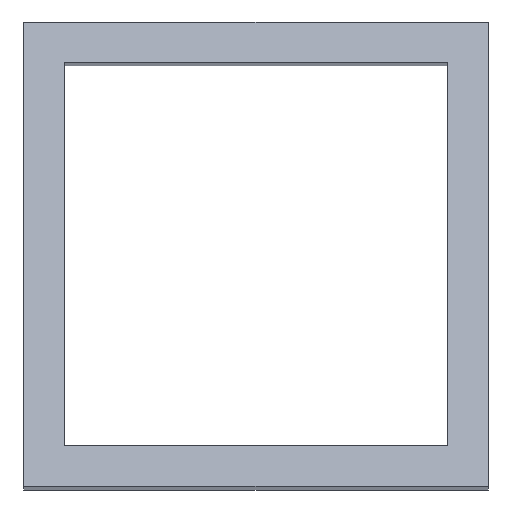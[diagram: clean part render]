
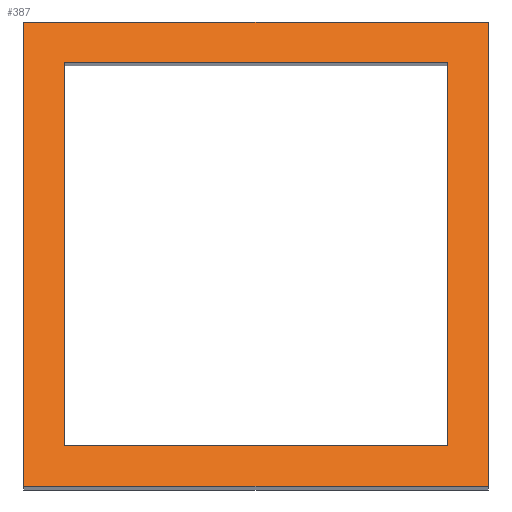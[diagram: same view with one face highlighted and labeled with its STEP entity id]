
A CAD part, top view. The second image highlights one B-rep face of the part: STEP entity #387.
In plain terms, the highlighted planar face has unit normal (0, 0.671, 0.742).
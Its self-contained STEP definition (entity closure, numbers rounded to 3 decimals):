
#43 = PLANE('',#44);
#44 = AXIS2_PLACEMENT_3D('',#45,#46,#47);
#45 = CARTESIAN_POINT('',(-15.875,15.875,0.));
#46 = DIRECTION('',(0.,1.,0.));
#47 = DIRECTION('',(1.,0.,0.));
#68 = VERTEX_POINT('',#69);
#69 = CARTESIAN_POINT('',(-15.875,15.875,123.7));
#83 = PLANE('',#84);
#84 = AXIS2_PLACEMENT_3D('',#85,#86,#87);
#85 = CARTESIAN_POINT('',(-15.875,-15.875,0.));
#86 = DIRECTION('',(-1.,0.,0.));
#87 = DIRECTION('',(0.,1.,0.));
#95 = EDGE_CURVE('',#96,#68,#98,.T.);
#96 = VERTEX_POINT('',#97);
#97 = CARTESIAN_POINT('',(15.875,15.875,123.7));
#98 = SURFACE_CURVE('',#99,(#103,#110),.PCURVE_S1.);
#99 = LINE('',#100,#101);
#100 = CARTESIAN_POINT('',(15.875,15.875,123.7));
#101 = VECTOR('',#102,1.);
#102 = DIRECTION('',(-1.,-0.,-0.));
#103 = PCURVE('',#43,#104);
#104 = DEFINITIONAL_REPRESENTATION('',(#105),#109);
#105 = LINE('',#106,#107);
#106 = CARTESIAN_POINT('',(31.75,-123.7));
#107 = VECTOR('',#108,1.);
#108 = DIRECTION('',(-1.,0.));
#109 = ( GEOMETRIC_REPRESENTATION_CONTEXT(2) 
PARAMETRIC_REPRESENTATION_CONTEXT() REPRESENTATION_CONTEXT('2D SPACE',''
  ) );
#110 = PCURVE('',#111,#116);
#111 = PLANE('',#112);
#112 = AXIS2_PLACEMENT_3D('',#113,#114,#115);
#113 = CARTESIAN_POINT('',(15.875,15.875,123.7));
#114 = DIRECTION('',(-0.,0.671,0.742));
#115 = DIRECTION('',(0.,-0.742,0.671));
#116 = DEFINITIONAL_REPRESENTATION('',(#117),#121);
#117 = LINE('',#118,#119);
#118 = CARTESIAN_POINT('',(0.,0.));
#119 = VECTOR('',#120,1.);
#120 = DIRECTION('',(0.,-1.));
#121 = ( GEOMETRIC_REPRESENTATION_CONTEXT(2) 
PARAMETRIC_REPRESENTATION_CONTEXT() REPRESENTATION_CONTEXT('2D SPACE',''
  ) );
#137 = PLANE('',#138);
#138 = AXIS2_PLACEMENT_3D('',#139,#140,#141);
#139 = CARTESIAN_POINT('',(15.875,15.875,0.));
#140 = DIRECTION('',(1.,0.,0.));
#141 = DIRECTION('',(0.,-1.,0.));
#192 = PLANE('',#193);
#193 = AXIS2_PLACEMENT_3D('',#194,#195,#196);
#194 = CARTESIAN_POINT('',(15.875,-15.875,0.));
#195 = DIRECTION('',(0.,-1.,0.));
#196 = DIRECTION('',(-1.,0.,0.));
#245 = PLANE('',#246);
#246 = AXIS2_PLACEMENT_3D('',#247,#248,#249);
#247 = CARTESIAN_POINT('',(-13.106,13.106,0.));
#248 = DIRECTION('',(0.,1.,0.));
#249 = DIRECTION('',(1.,0.,0.));
#273 = PLANE('',#274);
#274 = AXIS2_PLACEMENT_3D('',#275,#276,#277);
#275 = CARTESIAN_POINT('',(13.106,13.106,0.));
#276 = DIRECTION('',(1.,0.,0.));
#277 = DIRECTION('',(0.,-1.,0.));
#301 = PLANE('',#302);
#302 = AXIS2_PLACEMENT_3D('',#303,#304,#305);
#303 = CARTESIAN_POINT('',(13.106,-13.106,0.));
#304 = DIRECTION('',(0.,-1.,0.));
#305 = DIRECTION('',(-1.,0.,0.));
#327 = PLANE('',#328);
#328 = AXIS2_PLACEMENT_3D('',#329,#330,#331);
#329 = CARTESIAN_POINT('',(-13.106,-13.106,0.));
#330 = DIRECTION('',(-1.,0.,0.));
#331 = DIRECTION('',(0.,1.,0.));
#344 = EDGE_CURVE('',#96,#345,#347,.T.);
#345 = VERTEX_POINT('',#346);
#346 = CARTESIAN_POINT('',(15.875,-15.875,152.4));
#347 = SURFACE_CURVE('',#348,(#352,#359),.PCURVE_S1.);
#348 = LINE('',#349,#350);
#349 = CARTESIAN_POINT('',(15.875,15.875,123.7));
#350 = VECTOR('',#351,1.);
#351 = DIRECTION('',(0.,-0.742,0.671));
#352 = PCURVE('',#137,#353);
#353 = DEFINITIONAL_REPRESENTATION('',(#354),#358);
#354 = LINE('',#355,#356);
#355 = CARTESIAN_POINT('',(0.,-123.7));
#356 = VECTOR('',#357,1.);
#357 = DIRECTION('',(0.742,-0.671));
#358 = ( GEOMETRIC_REPRESENTATION_CONTEXT(2) 
PARAMETRIC_REPRESENTATION_CONTEXT() REPRESENTATION_CONTEXT('2D SPACE',''
  ) );
#359 = PCURVE('',#111,#360);
#360 = DEFINITIONAL_REPRESENTATION('',(#361),#365);
#361 = LINE('',#362,#363);
#362 = CARTESIAN_POINT('',(0.,0.));
#363 = VECTOR('',#364,1.);
#364 = DIRECTION('',(1.,0.));
#365 = ( GEOMETRIC_REPRESENTATION_CONTEXT(2) 
PARAMETRIC_REPRESENTATION_CONTEXT() REPRESENTATION_CONTEXT('2D SPACE',''
  ) );
#387 = ADVANCED_FACE('',(#388,#436),#111,.T.);
#388 = FACE_BOUND('',#389,.T.);
#389 = EDGE_LOOP('',(#390,#391,#414,#435));
#390 = ORIENTED_EDGE('',*,*,#95,.T.);
#391 = ORIENTED_EDGE('',*,*,#392,.T.);
#392 = EDGE_CURVE('',#68,#393,#395,.T.);
#393 = VERTEX_POINT('',#394);
#394 = CARTESIAN_POINT('',(-15.875,-15.875,152.4));
#395 = SURFACE_CURVE('',#396,(#400,#407),.PCURVE_S1.);
#396 = LINE('',#397,#398);
#397 = CARTESIAN_POINT('',(-15.875,15.875,123.7));
#398 = VECTOR('',#399,1.);
#399 = DIRECTION('',(0.,-0.742,0.671));
#400 = PCURVE('',#111,#401);
#401 = DEFINITIONAL_REPRESENTATION('',(#402),#406);
#402 = LINE('',#403,#404);
#403 = CARTESIAN_POINT('',(0.,-31.75));
#404 = VECTOR('',#405,1.);
#405 = DIRECTION('',(1.,0.));
#406 = ( GEOMETRIC_REPRESENTATION_CONTEXT(2) 
PARAMETRIC_REPRESENTATION_CONTEXT() REPRESENTATION_CONTEXT('2D SPACE',''
  ) );
#407 = PCURVE('',#83,#408);
#408 = DEFINITIONAL_REPRESENTATION('',(#409),#413);
#409 = LINE('',#410,#411);
#410 = CARTESIAN_POINT('',(31.75,-123.7));
#411 = VECTOR('',#412,1.);
#412 = DIRECTION('',(-0.742,-0.671));
#413 = ( GEOMETRIC_REPRESENTATION_CONTEXT(2) 
PARAMETRIC_REPRESENTATION_CONTEXT() REPRESENTATION_CONTEXT('2D SPACE',''
  ) );
#414 = ORIENTED_EDGE('',*,*,#415,.F.);
#415 = EDGE_CURVE('',#345,#393,#416,.T.);
#416 = SURFACE_CURVE('',#417,(#421,#428),.PCURVE_S1.);
#417 = LINE('',#418,#419);
#418 = CARTESIAN_POINT('',(15.875,-15.875,152.4));
#419 = VECTOR('',#420,1.);
#420 = DIRECTION('',(-1.,-0.,-0.));
#421 = PCURVE('',#111,#422);
#422 = DEFINITIONAL_REPRESENTATION('',(#423),#427);
#423 = LINE('',#424,#425);
#424 = CARTESIAN_POINT('',(42.799,0.));
#425 = VECTOR('',#426,1.);
#426 = DIRECTION('',(0.,-1.));
#427 = ( GEOMETRIC_REPRESENTATION_CONTEXT(2) 
PARAMETRIC_REPRESENTATION_CONTEXT() REPRESENTATION_CONTEXT('2D SPACE',''
  ) );
#428 = PCURVE('',#192,#429);
#429 = DEFINITIONAL_REPRESENTATION('',(#430),#434);
#430 = LINE('',#431,#432);
#431 = CARTESIAN_POINT('',(0.,-152.4));
#432 = VECTOR('',#433,1.);
#433 = DIRECTION('',(1.,0.));
#434 = ( GEOMETRIC_REPRESENTATION_CONTEXT(2) 
PARAMETRIC_REPRESENTATION_CONTEXT() REPRESENTATION_CONTEXT('2D SPACE',''
  ) );
#435 = ORIENTED_EDGE('',*,*,#344,.F.);
#436 = FACE_BOUND('',#437,.T.);
#437 = EDGE_LOOP('',(#438,#461,#482,#503));
#438 = ORIENTED_EDGE('',*,*,#439,.T.);
#439 = EDGE_CURVE('',#440,#442,#444,.T.);
#440 = VERTEX_POINT('',#441);
#441 = CARTESIAN_POINT('',(-13.106,-13.106,149.897));
#442 = VERTEX_POINT('',#443);
#443 = CARTESIAN_POINT('',(-13.106,13.106,126.203));
#444 = SURFACE_CURVE('',#445,(#449,#455),.PCURVE_S1.);
#445 = LINE('',#446,#447);
#446 = CARTESIAN_POINT('',(-13.106,38.668,103.097));
#447 = VECTOR('',#448,1.);
#448 = DIRECTION('',(0.,0.742,-0.671));
#449 = PCURVE('',#111,#450);
#450 = DEFINITIONAL_REPRESENTATION('',(#451),#454);
#451 = B_SPLINE_CURVE_WITH_KNOTS('',1,(#452,#453),.UNSPECIFIED.,.F.,.F.,
  (2,2),(-73.326,-30.924),.PIECEWISE_BEZIER_KNOTS.);
#452 = CARTESIAN_POINT('',(42.6,-28.981));
#453 = CARTESIAN_POINT('',(0.199,-28.981));
#454 = ( GEOMETRIC_REPRESENTATION_CONTEXT(2) 
PARAMETRIC_REPRESENTATION_CONTEXT() REPRESENTATION_CONTEXT('2D SPACE',''
  ) );
#455 = PCURVE('',#327,#456);
#456 = DEFINITIONAL_REPRESENTATION('',(#457),#460);
#457 = B_SPLINE_CURVE_WITH_KNOTS('',1,(#458,#459),.UNSPECIFIED.,.F.,.F.,
  (2,2),(-73.326,-30.924),.PIECEWISE_BEZIER_KNOTS.);
#458 = CARTESIAN_POINT('',(-2.621,-152.267));
#459 = CARTESIAN_POINT('',(28.834,-123.833));
#460 = ( GEOMETRIC_REPRESENTATION_CONTEXT(2) 
PARAMETRIC_REPRESENTATION_CONTEXT() REPRESENTATION_CONTEXT('2D SPACE',''
  ) );
#461 = ORIENTED_EDGE('',*,*,#462,.T.);
#462 = EDGE_CURVE('',#442,#463,#465,.T.);
#463 = VERTEX_POINT('',#464);
#464 = CARTESIAN_POINT('',(13.106,13.106,126.203));
#465 = SURFACE_CURVE('',#466,(#470,#476),.PCURVE_S1.);
#466 = LINE('',#467,#468);
#467 = CARTESIAN_POINT('',(1.384,13.106,126.203));
#468 = VECTOR('',#469,1.);
#469 = DIRECTION('',(1.,-0.,0.));
#470 = PCURVE('',#111,#471);
#471 = DEFINITIONAL_REPRESENTATION('',(#472),#475);
#472 = B_SPLINE_CURVE_WITH_KNOTS('',1,(#473,#474),.UNSPECIFIED.,.F.,.F.,
  (2,2),(-17.112,14.343),.PIECEWISE_BEZIER_KNOTS.);
#473 = CARTESIAN_POINT('',(3.732,-31.603));
#474 = CARTESIAN_POINT('',(3.732,-0.147));
#475 = ( GEOMETRIC_REPRESENTATION_CONTEXT(2) 
PARAMETRIC_REPRESENTATION_CONTEXT() REPRESENTATION_CONTEXT('2D SPACE',''
  ) );
#476 = PCURVE('',#245,#477);
#477 = DEFINITIONAL_REPRESENTATION('',(#478),#481);
#478 = B_SPLINE_CURVE_WITH_KNOTS('',1,(#479,#480),.UNSPECIFIED.,.F.,.F.,
  (2,2),(-17.112,14.343),.PIECEWISE_BEZIER_KNOTS.);
#479 = CARTESIAN_POINT('',(-2.621,-126.203));
#480 = CARTESIAN_POINT('',(28.834,-126.203));
#481 = ( GEOMETRIC_REPRESENTATION_CONTEXT(2) 
PARAMETRIC_REPRESENTATION_CONTEXT() REPRESENTATION_CONTEXT('2D SPACE',''
  ) );
#482 = ORIENTED_EDGE('',*,*,#483,.T.);
#483 = EDGE_CURVE('',#463,#484,#486,.T.);
#484 = VERTEX_POINT('',#485);
#485 = CARTESIAN_POINT('',(13.106,-13.106,149.897));
#486 = SURFACE_CURVE('',#487,(#491,#497),.PCURVE_S1.);
#487 = LINE('',#488,#489);
#488 = CARTESIAN_POINT('',(13.106,45.881,96.577));
#489 = VECTOR('',#490,1.);
#490 = DIRECTION('',(0.,-0.742,0.671));
#491 = PCURVE('',#111,#492);
#492 = DEFINITIONAL_REPRESENTATION('',(#493),#496);
#493 = B_SPLINE_CURVE_WITH_KNOTS('',1,(#494,#495),.UNSPECIFIED.,.F.,.F.,
  (2,2),(40.647,83.048),.PIECEWISE_BEZIER_KNOTS.);
#494 = CARTESIAN_POINT('',(0.199,-2.769));
#495 = CARTESIAN_POINT('',(42.6,-2.769));
#496 = ( GEOMETRIC_REPRESENTATION_CONTEXT(2) 
PARAMETRIC_REPRESENTATION_CONTEXT() REPRESENTATION_CONTEXT('2D SPACE',''
  ) );
#497 = PCURVE('',#273,#498);
#498 = DEFINITIONAL_REPRESENTATION('',(#499),#502);
#499 = B_SPLINE_CURVE_WITH_KNOTS('',1,(#500,#501),.UNSPECIFIED.,.F.,.F.,
  (2,2),(40.647,83.048),.PIECEWISE_BEZIER_KNOTS.);
#500 = CARTESIAN_POINT('',(-2.621,-123.833));
#501 = CARTESIAN_POINT('',(28.834,-152.267));
#502 = ( GEOMETRIC_REPRESENTATION_CONTEXT(2) 
PARAMETRIC_REPRESENTATION_CONTEXT() REPRESENTATION_CONTEXT('2D SPACE',''
  ) );
#503 = ORIENTED_EDGE('',*,*,#504,.T.);
#504 = EDGE_CURVE('',#484,#440,#505,.T.);
#505 = SURFACE_CURVE('',#506,(#510,#516),.PCURVE_S1.);
#506 = LINE('',#507,#508);
#507 = CARTESIAN_POINT('',(14.491,-13.106,149.897));
#508 = VECTOR('',#509,1.);
#509 = DIRECTION('',(-1.,-0.,0.));
#510 = PCURVE('',#111,#511);
#511 = DEFINITIONAL_REPRESENTATION('',(#512),#515);
#512 = B_SPLINE_CURVE_WITH_KNOTS('',1,(#513,#514),.UNSPECIFIED.,.F.,.F.,
  (2,2),(-1.237,30.218),.PIECEWISE_BEZIER_KNOTS.);
#513 = CARTESIAN_POINT('',(39.067,-0.147));
#514 = CARTESIAN_POINT('',(39.067,-31.603));
#515 = ( GEOMETRIC_REPRESENTATION_CONTEXT(2) 
PARAMETRIC_REPRESENTATION_CONTEXT() REPRESENTATION_CONTEXT('2D SPACE',''
  ) );
#516 = PCURVE('',#301,#517);
#517 = DEFINITIONAL_REPRESENTATION('',(#518),#521);
#518 = B_SPLINE_CURVE_WITH_KNOTS('',1,(#519,#520),.UNSPECIFIED.,.F.,.F.,
  (2,2),(-1.237,30.218),.PIECEWISE_BEZIER_KNOTS.);
#519 = CARTESIAN_POINT('',(-2.621,-149.897));
#520 = CARTESIAN_POINT('',(28.834,-149.897));
#521 = ( GEOMETRIC_REPRESENTATION_CONTEXT(2) 
PARAMETRIC_REPRESENTATION_CONTEXT() REPRESENTATION_CONTEXT('2D SPACE',''
  ) );
